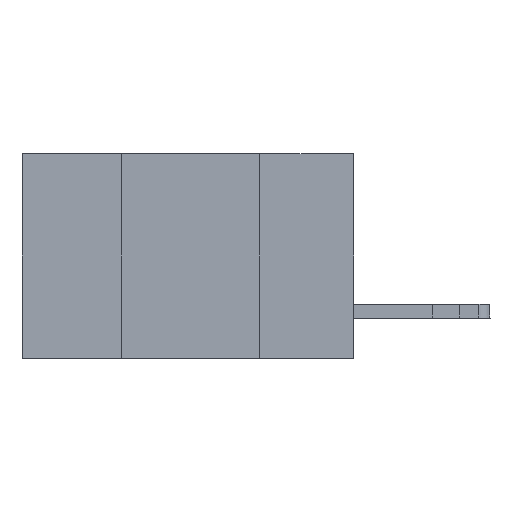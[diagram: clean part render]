
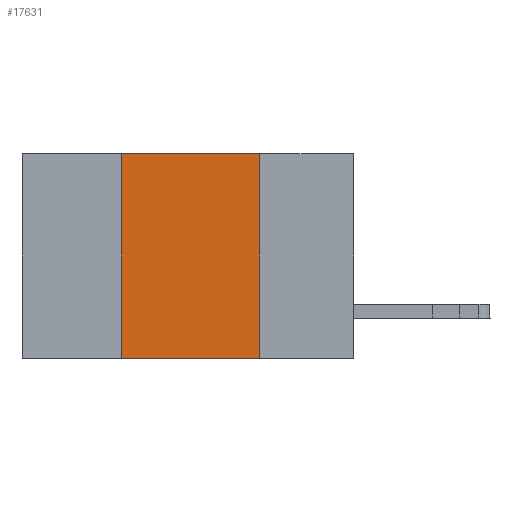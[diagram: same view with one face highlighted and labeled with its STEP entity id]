
A CAD part, left-side view. The second image highlights one B-rep face of the part: STEP entity #17631.
In plain terms, the highlighted planar face has unit normal (-1, 0, 0).
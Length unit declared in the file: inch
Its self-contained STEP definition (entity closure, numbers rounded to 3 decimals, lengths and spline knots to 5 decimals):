
#212 = CARTESIAN_POINT ( 'NONE',  ( 0., 0.17, -0.37 ) ) ;
#308 = DIRECTION ( 'NONE',  ( 0., 0., -1. ) ) ;
#373 = ORIENTED_EDGE ( 'NONE', *, *, #10152, .F. ) ;
#605 = CARTESIAN_POINT ( 'NONE',  ( 0., 0.42, 0. ) ) ;
#704 = VECTOR ( 'NONE', #4345, 39.37008 ) ;
#1424 = CARTESIAN_POINT ( 'NONE',  ( 0., 0.42, -0.37 ) ) ;
#2010 = CARTESIAN_POINT ( 'NONE',  ( 0., 0.6, 0. ) ) ;
#2694 = DIRECTION ( 'NONE',  ( 0., -1., 0. ) ) ;
#3778 = VERTEX_POINT ( 'NONE', #1424 ) ;
#3994 = VECTOR ( 'NONE', #2694, 39.37008 ) ;
#4034 = DIRECTION ( 'NONE',  ( 1., 0., 0. ) ) ;
#4345 = DIRECTION ( 'NONE',  ( 0., 0., 1. ) ) ;
#5622 = EDGE_LOOP ( 'NONE', ( #15537, #373, #16276, #10499 ) ) ;
#6804 = LINE ( 'NONE', #17360, #3994 ) ;
#7890 = VERTEX_POINT ( 'NONE', #8430 ) ;
#8189 = FACE_OUTER_BOUND ( 'NONE', #5622, .T. ) ;
#8430 = CARTESIAN_POINT ( 'NONE',  ( 0., 0.17, 0. ) ) ;
#9246 = CARTESIAN_POINT ( 'NONE',  ( 0., 0.17, 0. ) ) ;
#9432 = DIRECTION ( 'NONE',  ( 0., -1., 0. ) ) ;
#9470 = EDGE_CURVE ( 'NONE', #3778, #15993, #6804, .T. ) ;
#9836 = EDGE_CURVE ( 'NONE', #7890, #15993, #13663, .T. ) ;
#10152 = EDGE_CURVE ( 'NONE', #11739, #7890, #16115, .T. ) ;
#10499 = ORIENTED_EDGE ( 'NONE', *, *, #9470, .T. ) ;
#11604 = VECTOR ( 'NONE', #308, 39.37008 ) ;
#11739 = VERTEX_POINT ( 'NONE', #605 ) ;
#12879 = DIRECTION ( 'NONE',  ( 0., 0., -1. ) ) ;
#13229 = LINE ( 'NONE', #19123, #704 ) ;
#13663 = LINE ( 'NONE', #9246, #11604 ) ;
#14282 = CARTESIAN_POINT ( 'NONE',  ( 0., 0.6, 0. ) ) ;
#14420 = AXIS2_PLACEMENT_3D ( 'NONE', #14282, #4034, #12879 ) ;
#15537 = ORIENTED_EDGE ( 'NONE', *, *, #9836, .F. ) ;
#15993 = VERTEX_POINT ( 'NONE', #212 ) ;
#16115 = LINE ( 'NONE', #2010, #17503 ) ;
#16276 = ORIENTED_EDGE ( 'NONE', *, *, #17832, .F. ) ;
#17149 = PLANE ( 'NONE',  #14420 ) ;
#17360 = CARTESIAN_POINT ( 'NONE',  ( 0., 0.6, -0.37 ) ) ;
#17503 = VECTOR ( 'NONE', #9432, 39.37008 ) ;
#17631 = ADVANCED_FACE ( 'NONE', ( #8189 ), #17149, .F. ) ;
#17832 = EDGE_CURVE ( 'NONE', #3778, #11739, #13229, .T. ) ;
#19123 = CARTESIAN_POINT ( 'NONE',  ( 0., 0.42, 0. ) ) ;
